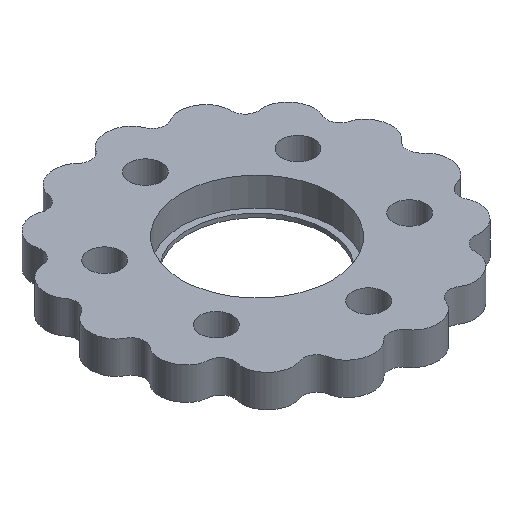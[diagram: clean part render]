
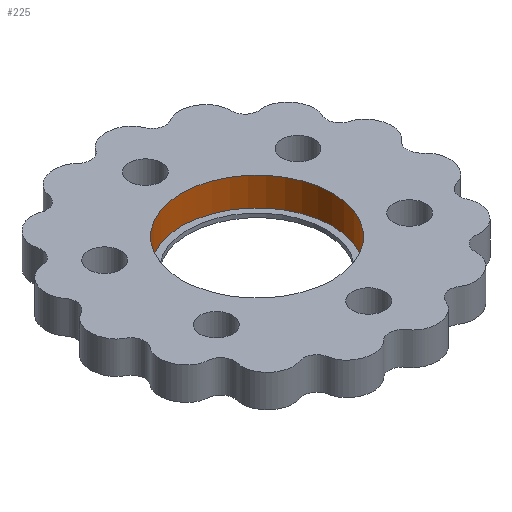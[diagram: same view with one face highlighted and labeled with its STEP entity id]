
A CAD part, isometric view. The second image highlights one B-rep face of the part: STEP entity #225.
In plain terms, the highlighted cylindrical face has radius 18.55 mm (diameter 37.1 mm), a full revolution.
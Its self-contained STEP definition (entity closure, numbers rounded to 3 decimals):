
#45=FACE_OUTER_BOUND('',#58,.T.);
#58=EDGE_LOOP('',(#176,#177,#178,#179));
#83=LINE('',#376,#92);
#92=VECTOR('',#315,18.55);
#99=CIRCLE('',#251,18.55);
#106=CIRCLE('',#262,18.55);
#115=VERTEX_POINT('',#353);
#122=VERTEX_POINT('',#374);
#134=EDGE_CURVE('',#115,#115,#99,.T.);
#144=EDGE_CURVE('',#122,#122,#106,.T.);
#145=EDGE_CURVE('',#122,#115,#83,.T.);
#176=ORIENTED_EDGE('',*,*,#144,.F.);
#177=ORIENTED_EDGE('',*,*,#145,.T.);
#178=ORIENTED_EDGE('',*,*,#134,.T.);
#179=ORIENTED_EDGE('',*,*,#145,.F.);
#216=CYLINDRICAL_SURFACE('',#261,18.55);
#225=ADVANCED_FACE('',(#45),#216,.F.);
#251=AXIS2_PLACEMENT_3D('',#354,#288,#289);
#261=AXIS2_PLACEMENT_3D('',#373,#311,#312);
#262=AXIS2_PLACEMENT_3D('',#375,#313,#314);
#288=DIRECTION('center_axis',(0.,0.,-1.));
#289=DIRECTION('ref_axis',(1.,0.,0.));
#311=DIRECTION('center_axis',(0.,0.,1.));
#312=DIRECTION('ref_axis',(1.,0.,0.));
#313=DIRECTION('center_axis',(0.,0.,-1.));
#314=DIRECTION('ref_axis',(1.,0.,0.));
#315=DIRECTION('',(0.,0.,-1.));
#353=CARTESIAN_POINT('',(-18.55,0.,1.));
#354=CARTESIAN_POINT('Origin',(0.,0.,1.));
#373=CARTESIAN_POINT('Origin',(0.,0.,0.));
#374=CARTESIAN_POINT('',(-18.55,0.,8.));
#375=CARTESIAN_POINT('Origin',(0.,0.,8.));
#376=CARTESIAN_POINT('',(-18.55,0.,0.));
